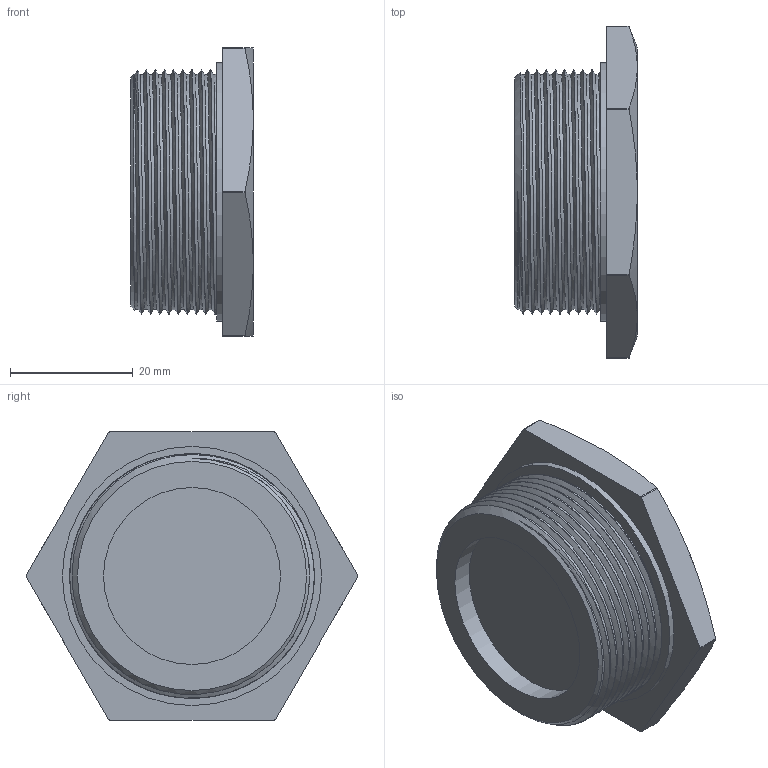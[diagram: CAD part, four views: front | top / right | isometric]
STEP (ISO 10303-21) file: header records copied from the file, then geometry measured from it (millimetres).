
FILE_DESCRIPTION(/* description */ ('Adapter Metall Ex M 40x1,5 / NPT 1"'),/* implementation_level */ '2;1');
FILE_NAME(/* name */ 'RX745254-RST.stp',/* time_stamp */ '2021-03-31T14:50:54+02:00',/* author */ ('sl'),/* organization */ (''),/* preprocessor_version */ 'ST-DEVELOPER v16.5',/* originating_system */ 'Autodesk Inventor 2017',/* authorisation */ '');
FILE_SCHEMA (('AUTOMOTIVE_DESIGN { 1 0 10303 214 3 1 1 }'));
Length unit declared in the file: millimetre
Products named in the file (1): RX745254
Bounding box: 20 x 54.16 x 47 mm (x, y, z)
Volume: 12542.8 mm3; surface area: 12553.8 mm2
Topology: 2 solids, 2 shells, 39 faces, 88 edges, 55 vertices
Faces by surface type: plane 13, cone 10, cylinder 10, bspline 6
Full cylindrical faces by diameter (mm): 28.86 x1, 42.278 x1
Entity records: 4823 total; most frequent: CARTESIAN_POINT 4026, ORIENTED_EDGE 162, DIRECTION 146, EDGE_CURVE 80, AXIS2_PLACEMENT_3D 64, VERTEX_POINT 52, EDGE_LOOP 46, FACE_OUTER_BOUND 37
